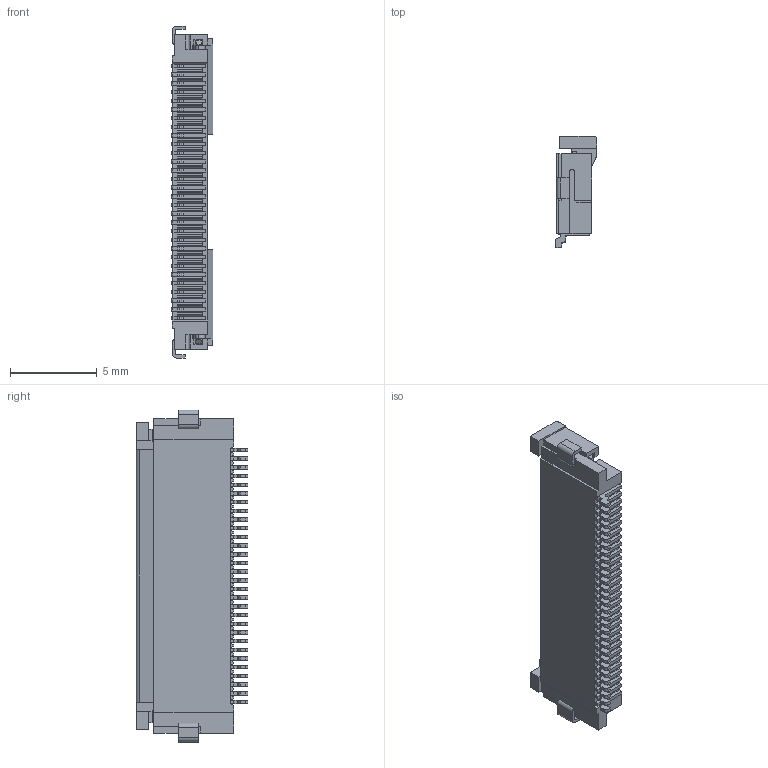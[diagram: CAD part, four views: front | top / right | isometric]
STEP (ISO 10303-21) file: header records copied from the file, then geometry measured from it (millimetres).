
FILE_DESCRIPTION (( 'STEP AP214' ), '1' );
FILE_NAME ('FH12S-30S-0.5SH(55).STEP', '2022-12-28T18:47:49', ( 'ADMIN' ), ( '' ), 'SwSTEP 2.0', 'SolidWorks 2016', '' );
FILE_SCHEMA (( 'AUTOMOTIVE_DESIGN' ));
Length unit declared in the file: millimetre
Products named in the file (2): FH12S-30S-0.5SH__X_8A_S_H_X_97_S__; FH12S-30S-0.5SH(55)
Assembly tree (1 placements, depth 2):
  FH12S-30S-0.5SH(55)
    FH12S-30S-0.5SH__X_8A_S_H_X_97_S__
Bounding box: 2.4 x 6.4 x 19.1 mm (x, y, z)
Volume: 157.6 mm3; surface area: 527.6 mm2
Topology: 1 solids, 1 shells, 986 faces, 2944 edges, 1952 vertices
Faces by surface type: plane 775, cylinder 211
Entity records: 43742 total; most frequent: CARTESIAN_POINT 5898, ORIENTED_EDGE 5888, DIRECTION 5342, EDGE_CURVE 2944, LINE 2518, VECTOR 2518, VERTEX_POINT 1952, AXIS2_PLACEMENT_3D 1412
